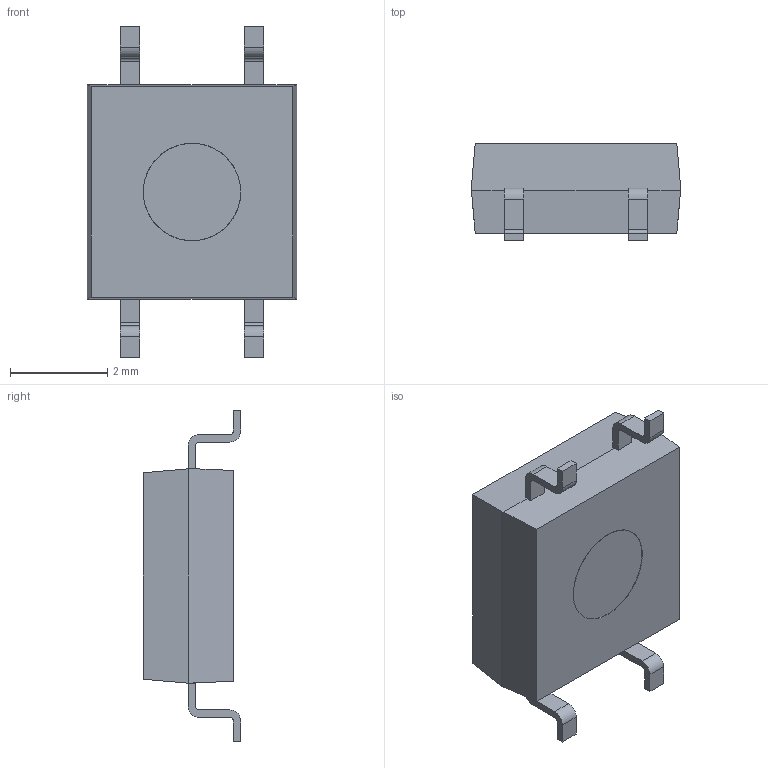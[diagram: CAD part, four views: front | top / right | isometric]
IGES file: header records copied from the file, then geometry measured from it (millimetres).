
Global section: file name: No Iges File Name specified; native system: Autodesk Inventor 2013; preprocessor: AutoDesk Inventor Iges Exporter R2013; author: odafonseca; date: 20130529.141425; units: millimetre
Bounding box: 4.3 x 2 x 6.8 mm (x, y, z)
Volume: 34.3 mm3; surface area: 76.5 mm2
Topology: 1 solids, 1 shells, 194 faces, 524 edges, 346 vertices
Faces by surface type: bspline 194
